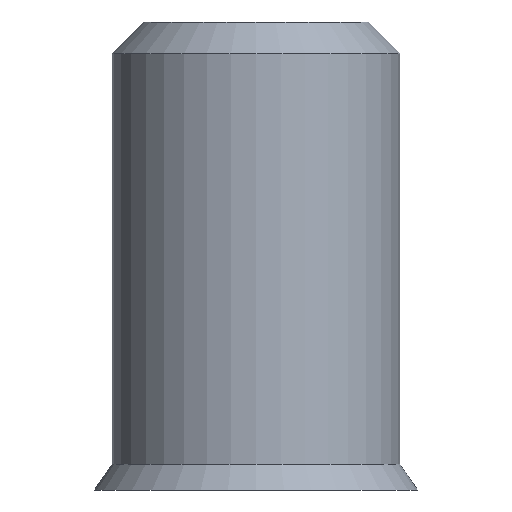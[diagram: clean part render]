
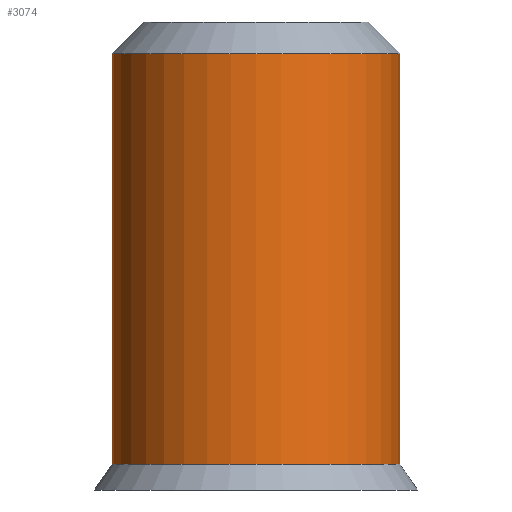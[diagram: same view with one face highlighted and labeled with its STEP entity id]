
A CAD part, front view. The second image highlights one B-rep face of the part: STEP entity #3074.
In plain terms, the highlighted cylindrical face has radius 4.45 mm (diameter 8.9 mm), a full revolution.
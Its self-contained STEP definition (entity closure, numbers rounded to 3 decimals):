
#796 = ORIENTED_EDGE ( 'NONE', *, *, #1826, .F. ) ;
#1186 = CARTESIAN_POINT ( 'NONE',  ( 4.45, 0., 13.5 ) ) ;
#1203 = AXIS2_PLACEMENT_3D ( 'NONE', #7479, #3111, #1570 ) ;
#1418 = CYLINDRICAL_SURFACE ( 'NONE', #7502, 4.45 ) ;
#1456 = AXIS2_PLACEMENT_3D ( 'NONE', #6666, #4467, #6703 ) ;
#1570 = DIRECTION ( 'NONE',  ( 1., 0., 0. ) ) ;
#1826 = EDGE_CURVE ( 'NONE', #5433, #5433, #8138, .T. ) ;
#2355 = DIRECTION ( 'NONE',  ( 1., 0., 0. ) ) ;
#3074 = ADVANCED_FACE ( 'NONE', ( #3132, #6415 ), #1418, .T. ) ;
#3111 = DIRECTION ( 'NONE',  ( 0., 0., 1. ) ) ;
#3132 = FACE_OUTER_BOUND ( 'NONE', #5501, .T. ) ;
#3455 = EDGE_CURVE ( 'NONE', #9263, #9263, #8781, .T. ) ;
#3951 = CARTESIAN_POINT ( 'NONE',  ( 0., 0., 14.5 ) ) ;
#4467 = DIRECTION ( 'NONE',  ( 0., 0., 1. ) ) ;
#4673 = DIRECTION ( 'NONE',  ( 0., 0., 1. ) ) ;
#5433 = VERTEX_POINT ( 'NONE', #1186 ) ;
#5501 = EDGE_LOOP ( 'NONE', ( #796 ) ) ;
#6415 = FACE_OUTER_BOUND ( 'NONE', #6520, .T. ) ;
#6520 = EDGE_LOOP ( 'NONE', ( #6948 ) ) ;
#6666 = CARTESIAN_POINT ( 'NONE',  ( 0., 0., 0.8 ) ) ;
#6703 = DIRECTION ( 'NONE',  ( 1., 0., 0. ) ) ;
#6948 = ORIENTED_EDGE ( 'NONE', *, *, #3455, .T. ) ;
#7479 = CARTESIAN_POINT ( 'NONE',  ( 0., 0., 13.5 ) ) ;
#7502 = AXIS2_PLACEMENT_3D ( 'NONE', #3951, #4673, #2355 ) ;
#8138 = CIRCLE ( 'NONE', #1203, 4.45 ) ;
#8635 = CARTESIAN_POINT ( 'NONE',  ( 4.45, 0., 0.8 ) ) ;
#8781 = CIRCLE ( 'NONE', #1456, 4.45 ) ;
#9263 = VERTEX_POINT ( 'NONE', #8635 ) ;
